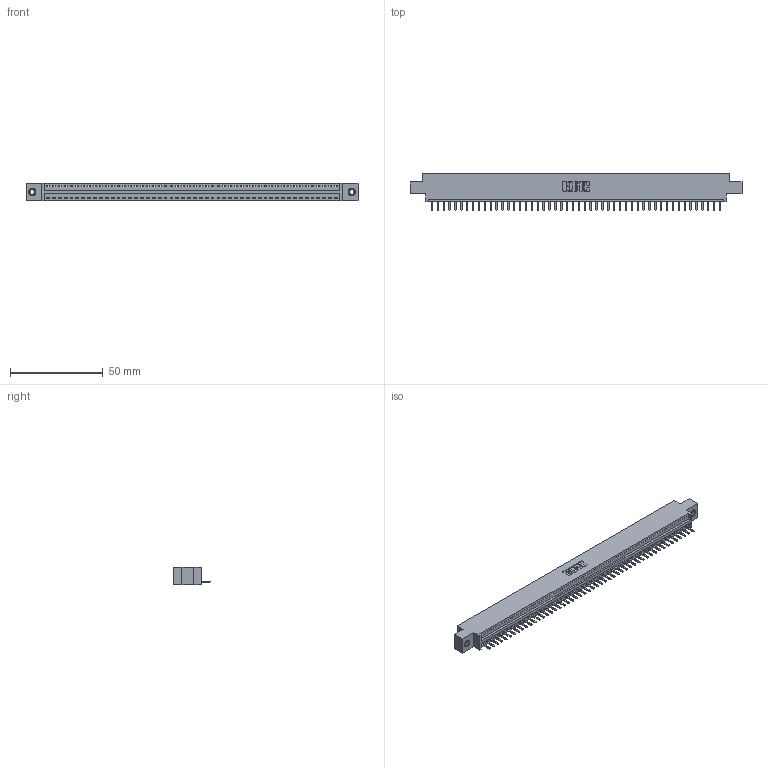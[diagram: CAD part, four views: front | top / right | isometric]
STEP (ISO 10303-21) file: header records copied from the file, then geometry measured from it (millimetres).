
FILE_DESCRIPTION (( 'STEP AP203' ), '1' );
FILE_NAME ('346-050-520-607.STEP', '2018-08-25T13:23:34', ( '' ), ( '' ), 'SwSTEP 2.0', 'SolidWorks 2016', '' );
FILE_SCHEMA (( 'CONFIG_CONTROL_DESIGN' ));
Length unit declared in the file: inch
Products named in the file (4): 345-292-001_345-293-120; 345-250-001_345-250-005-103; 346-050-520-607; 346 Part_0.170 Offset - 0.156 Dia-TI
Assembly tree (53 placements, depth 2):
  346-050-520-607
    346 Part_0.170 Offset - 0.156 Dia-TI
    345-292-001_345-293-120  x50
    345-250-001_345-250-005-103  x2
Bounding box: 179.32 x 20.02 x 9.4 mm (x, y, z)
Volume: 16908.4 mm3; surface area: 20934.6 mm2
Topology: 53 solids, 53 shells, 3286 faces, 9677 edges, 6310 vertices
Faces by surface type: plane 2212, cylinder 1058, cone 12, torus 4
Entity records: 31386 total; most frequent: CARTESIAN_POINT 5373, ORIENTED_EDGE 5338, DIRECTION 4743, EDGE_CURVE 2669, VECTOR 2313, LINE 2313, VERTEX_POINT 1772, AXIS2_PLACEMENT_3D 1215
